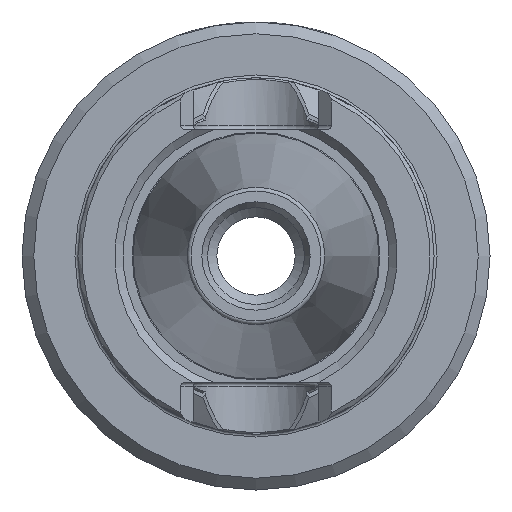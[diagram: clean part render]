
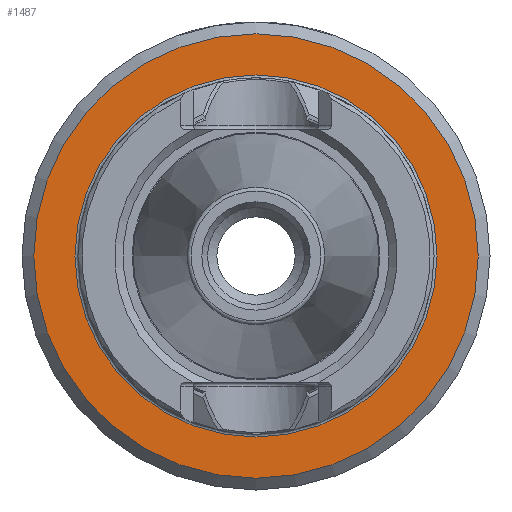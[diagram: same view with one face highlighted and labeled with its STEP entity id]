
A CAD part, left-side view. The second image highlights one B-rep face of the part: STEP entity #1487.
In plain terms, the highlighted planar face has unit normal (-1, 0, 0).
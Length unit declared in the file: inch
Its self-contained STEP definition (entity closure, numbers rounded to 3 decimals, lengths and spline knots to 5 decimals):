
#357=PLANE('',#1602);
#385=FACE_BOUND('',#511,.T.);
#416=FACE_OUTER_BOUND('',#510,.T.);
#510=EDGE_LOOP('',(#1063));
#511=EDGE_LOOP('',(#1064));
#633=CIRCLE('',#1601,0.9205);
#634=CIRCLE('',#1603,1.13);
#706=VERTEX_POINT('',#2151);
#707=VERTEX_POINT('',#2154);
#852=EDGE_CURVE('',#706,#706,#633,.T.);
#853=EDGE_CURVE('',#707,#707,#634,.T.);
#1063=ORIENTED_EDGE('',*,*,#853,.F.);
#1064=ORIENTED_EDGE('',*,*,#852,.F.);
#1487=ADVANCED_FACE('',(#416,#385),#357,.T.);
#1601=AXIS2_PLACEMENT_3D('',#2152,#1765,#1766);
#1602=AXIS2_PLACEMENT_3D('',#2153,#1767,#1768);
#1603=AXIS2_PLACEMENT_3D('',#2155,#1769,#1770);
#1765=DIRECTION('center_axis',(-1.,0.,0.));
#1766=DIRECTION('ref_axis',(0.,-1.,0.));
#1767=DIRECTION('center_axis',(-1.,0.,0.));
#1768=DIRECTION('ref_axis',(0.,0.,1.));
#1769=DIRECTION('center_axis',(1.,0.,0.));
#1770=DIRECTION('ref_axis',(0.,-1.,0.));
#2151=CARTESIAN_POINT('',(0.956,0.9205,0.));
#2152=CARTESIAN_POINT('Origin',(0.956,0.,0.));
#2153=CARTESIAN_POINT('Origin',(0.956,1.04775,0.));
#2154=CARTESIAN_POINT('',(0.956,1.13,0.));
#2155=CARTESIAN_POINT('Origin',(0.956,0.,0.));
